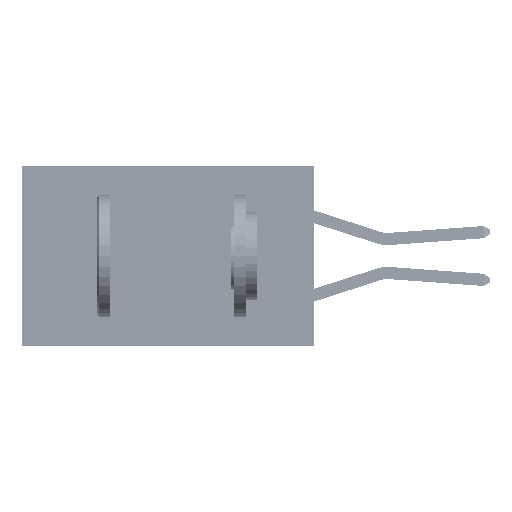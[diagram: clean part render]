
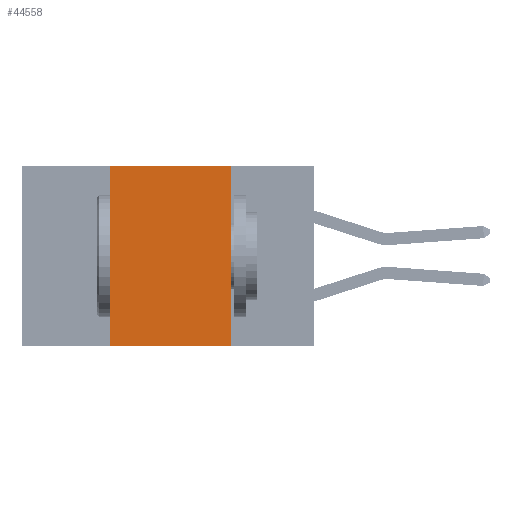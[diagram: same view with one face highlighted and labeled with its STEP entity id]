
A CAD part, left-side view. The second image highlights one B-rep face of the part: STEP entity #44558.
In plain terms, the highlighted planar face has unit normal (-1, 0, 0).
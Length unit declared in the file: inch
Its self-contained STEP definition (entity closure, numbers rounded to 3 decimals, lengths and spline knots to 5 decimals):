
#723 = EDGE_CURVE ( 'NONE', #20242, #1504, #8896, .T. ) ;
#807 = VECTOR ( 'NONE', #15727, 39.37008 ) ;
#1504 = VERTEX_POINT ( 'NONE', #17871 ) ;
#2006 = LINE ( 'NONE', #12009, #807 ) ;
#2197 = DIRECTION ( 'NONE',  ( 0., -1., 0. ) ) ;
#5911 = ORIENTED_EDGE ( 'NONE', *, *, #16772, .T. ) ;
#7645 = DIRECTION ( 'NONE',  ( 0., 0., -1. ) ) ;
#8896 = LINE ( 'NONE', #20327, #46436 ) ;
#10862 = VECTOR ( 'NONE', #25190, 39.37008 ) ;
#12009 = CARTESIAN_POINT ( 'NONE',  ( 0., 0.6, 0. ) ) ;
#15727 = DIRECTION ( 'NONE',  ( 0., -1., 0. ) ) ;
#16772 = EDGE_CURVE ( 'NONE', #20242, #46054, #42398, .T. ) ;
#17571 = ORIENTED_EDGE ( 'NONE', *, *, #723, .F. ) ;
#17871 = CARTESIAN_POINT ( 'NONE',  ( 0., 0.42, 0. ) ) ;
#19244 = ORIENTED_EDGE ( 'NONE', *, *, #20618, .F. ) ;
#20242 = VERTEX_POINT ( 'NONE', #23321 ) ;
#20327 = CARTESIAN_POINT ( 'NONE',  ( 0., 0.42, 0. ) ) ;
#20618 = EDGE_CURVE ( 'NONE', #41979, #46054, #30275, .T. ) ;
#23321 = CARTESIAN_POINT ( 'NONE',  ( 0., 0.42, -0.37 ) ) ;
#24448 = CARTESIAN_POINT ( 'NONE',  ( 0., 0.6, -0.37 ) ) ;
#25190 = DIRECTION ( 'NONE',  ( 0., 0., -1. ) ) ;
#25954 = PLANE ( 'NONE',  #29486 ) ;
#26824 = EDGE_LOOP ( 'NONE', ( #19244, #32288, #17571, #5911 ) ) ;
#27586 = DIRECTION ( 'NONE',  ( 0., 0., 1. ) ) ;
#27787 = CARTESIAN_POINT ( 'NONE',  ( 0., 0.17, 0. ) ) ;
#28314 = EDGE_CURVE ( 'NONE', #1504, #41979, #2006, .T. ) ;
#28662 = CARTESIAN_POINT ( 'NONE',  ( 0., 0.17, 0. ) ) ;
#29486 = AXIS2_PLACEMENT_3D ( 'NONE', #36705, #29592, #7645 ) ;
#29592 = DIRECTION ( 'NONE',  ( 1., 0., 0. ) ) ;
#30275 = LINE ( 'NONE', #28662, #10862 ) ;
#31688 = VECTOR ( 'NONE', #2197, 39.37008 ) ;
#32288 = ORIENTED_EDGE ( 'NONE', *, *, #28314, .F. ) ;
#36705 = CARTESIAN_POINT ( 'NONE',  ( 0., 0.6, 0. ) ) ;
#41979 = VERTEX_POINT ( 'NONE', #27787 ) ;
#42398 = LINE ( 'NONE', #24448, #31688 ) ;
#43280 = CARTESIAN_POINT ( 'NONE',  ( 0., 0.17, -0.37 ) ) ;
#44558 = ADVANCED_FACE ( 'NONE', ( #44938 ), #25954, .F. ) ;
#44938 = FACE_OUTER_BOUND ( 'NONE', #26824, .T. ) ;
#46054 = VERTEX_POINT ( 'NONE', #43280 ) ;
#46436 = VECTOR ( 'NONE', #27586, 39.37008 ) ;
